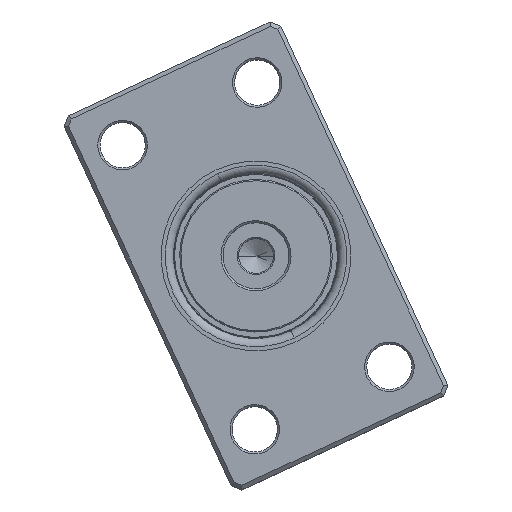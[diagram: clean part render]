
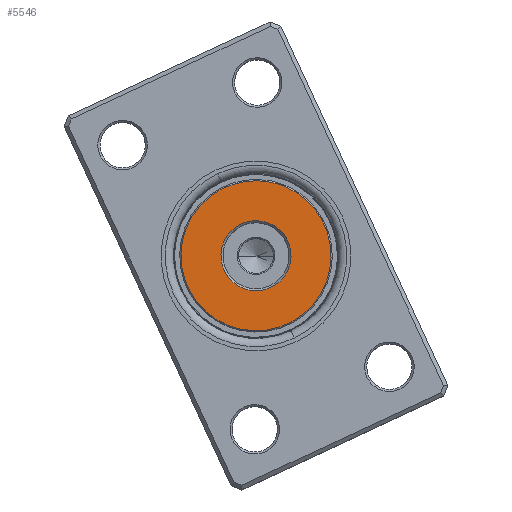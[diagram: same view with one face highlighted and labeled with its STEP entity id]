
A CAD part, top view. The second image highlights one B-rep face of the part: STEP entity #5546.
In plain terms, the highlighted face is planar.
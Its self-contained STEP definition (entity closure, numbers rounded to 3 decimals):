
#134 = DIRECTION ( 'NONE',  ( 1., 0., 0. ) ) ;
#330 = CIRCLE ( 'NONE', #14399, 18.2 ) ;
#1082 = CARTESIAN_POINT ( 'NONE',  ( -18.2, 0., 0. ) ) ;
#1244 = EDGE_LOOP ( 'NONE', ( #17674, #15014 ) ) ;
#2107 = EDGE_CURVE ( 'NONE', #25134, #24647, #13964, .T. ) ;
#4192 = VERTEX_POINT ( 'NONE', #10646 ) ;
#5546 = ADVANCED_FACE ( 'NONE', ( #24798, #28798 ), #20801, .F. ) ;
#6070 = DIRECTION ( 'NONE',  ( 1., 0., 0. ) ) ;
#6182 = DIRECTION ( 'NONE',  ( 0., 0., 1. ) ) ;
#6294 = CARTESIAN_POINT ( 'NONE',  ( 0., 0., 0. ) ) ;
#6560 = EDGE_CURVE ( 'NONE', #28103, #4192, #30336, .T. ) ;
#9763 = ORIENTED_EDGE ( 'NONE', *, *, #26073, .T. ) ;
#10646 = CARTESIAN_POINT ( 'NONE',  ( -8.5, 0., 0. ) ) ;
#10976 = CARTESIAN_POINT ( 'NONE',  ( 8.5, 0., 0. ) ) ;
#11931 = DIRECTION ( 'NONE',  ( 0., 0., 1. ) ) ;
#12321 = EDGE_CURVE ( 'NONE', #4192, #28103, #25661, .T. ) ;
#12468 = EDGE_LOOP ( 'NONE', ( #9763, #18616 ) ) ;
#13502 = DIRECTION ( 'NONE',  ( 1., 0., 0. ) ) ;
#13964 = CIRCLE ( 'NONE', #22893, 18.2 ) ;
#14399 = AXIS2_PLACEMENT_3D ( 'NONE', #30405, #18078, #134 ) ;
#15014 = ORIENTED_EDGE ( 'NONE', *, *, #6560, .T. ) ;
#15526 = DIRECTION ( 'NONE',  ( 0., 0., -1. ) ) ;
#15709 = CARTESIAN_POINT ( 'NONE',  ( 0., 0., 0. ) ) ;
#17674 = ORIENTED_EDGE ( 'NONE', *, *, #12321, .T. ) ;
#17946 = AXIS2_PLACEMENT_3D ( 'NONE', #6294, #6182, #6070 ) ;
#18061 = DIRECTION ( 'NONE',  ( 1., 0., 0. ) ) ;
#18078 = DIRECTION ( 'NONE',  ( 0., 0., -1. ) ) ;
#18616 = ORIENTED_EDGE ( 'NONE', *, *, #2107, .T. ) ;
#19644 = CARTESIAN_POINT ( 'NONE',  ( 18.2, 0., 0. ) ) ;
#20801 = PLANE ( 'NONE',  #32137 ) ;
#21119 = DIRECTION ( 'NONE',  ( 0., 0., 1. ) ) ;
#22893 = AXIS2_PLACEMENT_3D ( 'NONE', #30717, #15526, #18061 ) ;
#24647 = VERTEX_POINT ( 'NONE', #19644 ) ;
#24759 = CARTESIAN_POINT ( 'NONE',  ( 0., 0., 0. ) ) ;
#24798 = FACE_OUTER_BOUND ( 'NONE', #12468, .T. ) ;
#25078 = AXIS2_PLACEMENT_3D ( 'NONE', #24759, #11931, #31977 ) ;
#25134 = VERTEX_POINT ( 'NONE', #1082 ) ;
#25661 = CIRCLE ( 'NONE', #25078, 8.5 ) ;
#26073 = EDGE_CURVE ( 'NONE', #24647, #25134, #330, .T. ) ;
#28103 = VERTEX_POINT ( 'NONE', #10976 ) ;
#28798 = FACE_BOUND ( 'NONE', #1244, .T. ) ;
#30336 = CIRCLE ( 'NONE', #17946, 8.5 ) ;
#30405 = CARTESIAN_POINT ( 'NONE',  ( 0., 0., 0. ) ) ;
#30717 = CARTESIAN_POINT ( 'NONE',  ( 0., 0., 0. ) ) ;
#31977 = DIRECTION ( 'NONE',  ( 1., 0., 0. ) ) ;
#32137 = AXIS2_PLACEMENT_3D ( 'NONE', #15709, #21119, #13502 ) ;
